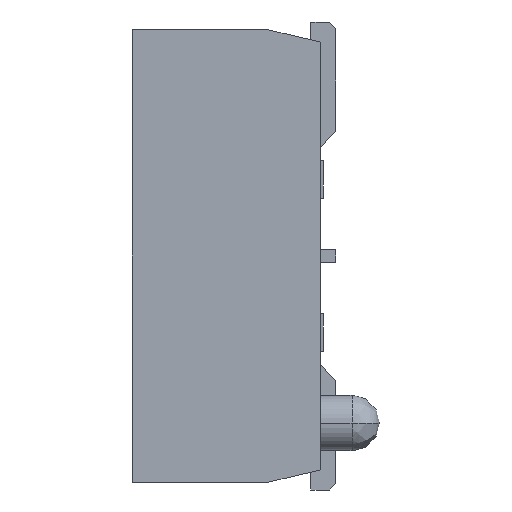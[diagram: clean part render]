
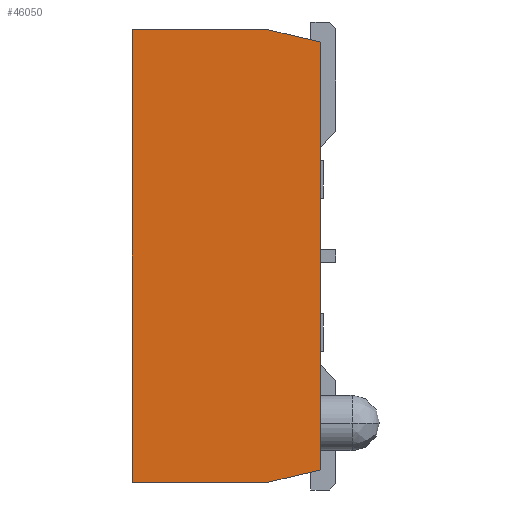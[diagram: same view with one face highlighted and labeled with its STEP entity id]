
A CAD part, left-side view. The second image highlights one B-rep face of the part: STEP entity #46050.
In plain terms, the highlighted planar face has unit normal (-1, 0, 0).
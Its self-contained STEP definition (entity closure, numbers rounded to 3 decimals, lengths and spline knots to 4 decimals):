
#533=DIRECTION('',(0.,0.,1.));
#534=VECTOR('',#533,6.84);
#535=CARTESIAN_POINT('',(-10.69,0.,-3.42));
#536=LINE('',#535,#534);
#2197=DIRECTION('',(0.,0.,1.));
#2198=VECTOR('',#2197,7.24);
#2199=CARTESIAN_POINT('',(-10.69,3.,-3.62));
#2200=LINE('',#2199,#2198);
#3357=DIRECTION('',(0.,0.973,0.229));
#3358=VECTOR('',#3357,0.8732);
#3359=CARTESIAN_POINT('',(-10.69,0.,3.42));
#3360=LINE('',#3359,#3358);
#3361=DIRECTION('',(0.,-0.973,0.229));
#3362=VECTOR('',#3361,0.8732);
#3363=CARTESIAN_POINT('',(-10.69,0.85,-3.62));
#3364=LINE('',#3363,#3362);
#3365=DIRECTION('',(0.,1.,0.));
#3366=VECTOR('',#3365,2.15);
#3367=CARTESIAN_POINT('',(-10.69,0.85,-3.62));
#3368=LINE('',#3367,#3366);
#4989=DIRECTION('',(0.,1.,0.));
#4990=VECTOR('',#4989,2.15);
#4991=CARTESIAN_POINT('',(-10.69,0.85,3.62));
#4992=LINE('',#4991,#4990);
#32585=CARTESIAN_POINT('',(-10.69,3.,-3.62));
#32586=CARTESIAN_POINT('',(-10.69,3.,3.62));
#32587=VERTEX_POINT('',#32585);
#32588=VERTEX_POINT('',#32586);
#32613=CARTESIAN_POINT('',(-10.69,0.,3.42));
#32614=CARTESIAN_POINT('',(-10.69,0.85,3.62));
#32615=VERTEX_POINT('',#32613);
#32616=VERTEX_POINT('',#32614);
#32625=CARTESIAN_POINT('',(-10.69,0.85,-3.62));
#32626=VERTEX_POINT('',#32625);
#32627=CARTESIAN_POINT('',(-10.69,0.,-3.42));
#32628=VERTEX_POINT('',#32627);
#46033=CARTESIAN_POINT('',(-10.69,0.,-3.62));
#46034=DIRECTION('',(-1.,0.,0.));
#46035=DIRECTION('',(0.,0.,1.));
#46036=AXIS2_PLACEMENT_3D('',#46033,#46034,#46035);
#46037=PLANE('',#46036);
#46039=ORIENTED_EDGE('',*,*,#46038,.F.);
#46040=ORIENTED_EDGE('',*,*,#43322,.F.);
#46042=ORIENTED_EDGE('',*,*,#46041,.F.);
#46044=ORIENTED_EDGE('',*,*,#46043,.T.);
#46045=ORIENTED_EDGE('',*,*,#45437,.T.);
#46047=ORIENTED_EDGE('',*,*,#46046,.F.);
#46048=EDGE_LOOP('',(#46039,#46040,#46042,#46044,#46045,#46047));
#46049=FACE_OUTER_BOUND('',#46048,.F.);
#43322=EDGE_CURVE('',#32628,#32615,#536,.T.);
#45437=EDGE_CURVE('',#32587,#32588,#2200,.T.);
#46038=EDGE_CURVE('',#32615,#32616,#3360,.T.);
#46041=EDGE_CURVE('',#32626,#32628,#3364,.T.);
#46043=EDGE_CURVE('',#32626,#32587,#3368,.T.);
#46046=EDGE_CURVE('',#32616,#32588,#4992,.T.);
#46050=ADVANCED_FACE('',(#46049),#46037,.T.);
